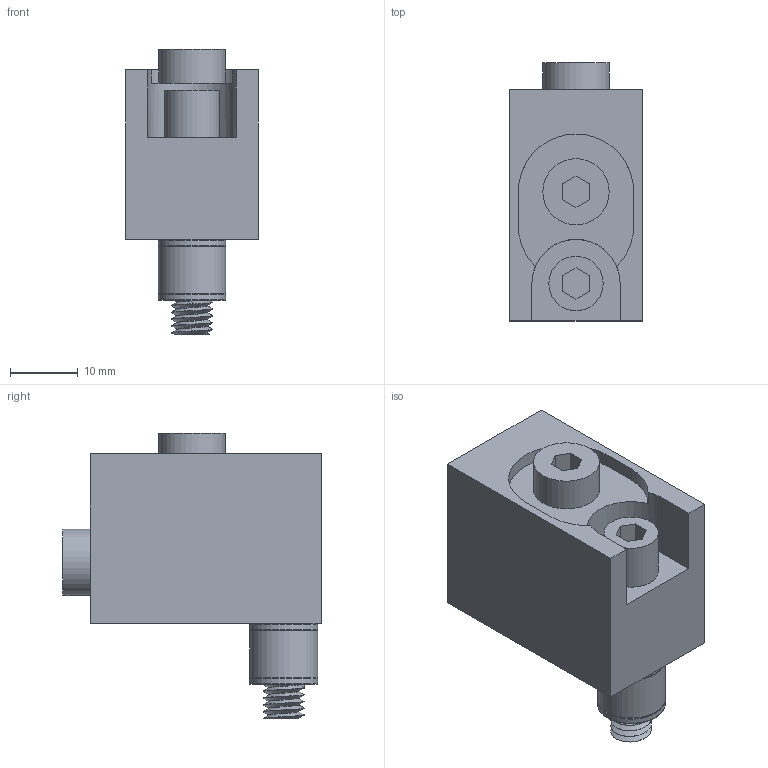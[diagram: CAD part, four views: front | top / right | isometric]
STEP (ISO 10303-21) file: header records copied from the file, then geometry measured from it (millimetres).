
FILE_DESCRIPTION (( 'STEP AP214' ), '1' );
FILE_NAME ('met 1056.STEP', '2019-07-11T08:38:42', ( '' ), ( '' ), 'SwSTEP 2.0', 'SolidWorks 2014', '' );
FILE_SCHEMA (( 'AUTOMOTIVE_DESIGN' ));
Length unit declared in the file: millimetre
Products named in the file (1): met 1056
Bounding box: 19.5 x 38 x 42 mm (x, y, z)
Volume: 16119.5 mm3; surface area: 5448 mm2
Topology: 1 solids, 1 shells, 81 faces, 180 edges, 119 vertices
Faces by surface type: plane 52, cylinder 21, torus 6, bspline 2
Full cylindrical faces by diameter (mm): 2 x1, 8 x2, 9.55 x2, 9.75 x3, 9.8 x3, 10 x3
Entity records: 3079 total; most frequent: CARTESIAN_POINT 1192, DIRECTION 360, ORIENTED_EDGE 314, EDGE_CURVE 157, AXIS2_PLACEMENT_3D 130, EDGE_LOOP 119, VERTEX_POINT 116, FACE_OUTER_BOUND 101
